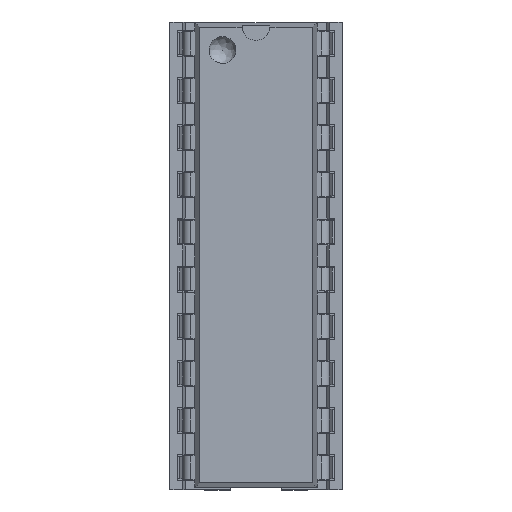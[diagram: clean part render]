
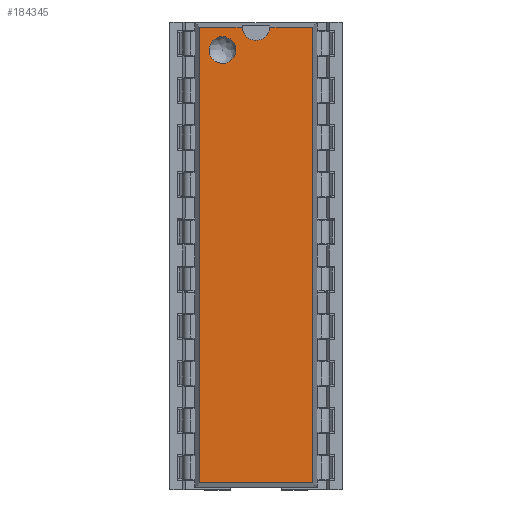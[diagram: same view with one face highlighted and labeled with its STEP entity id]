
A CAD part, top view. The second image highlights one B-rep face of the part: STEP entity #184345.
In plain terms, the highlighted free-form (B-spline) face has degree [1, 1] with [2, 2] control points.
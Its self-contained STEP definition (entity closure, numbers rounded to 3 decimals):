
#184313 = EDGE_CURVE('',#184314,#184316,#184318,.T.);
#184314 = VERTEX_POINT('',#184315);
#184315 = CARTESIAN_POINT('',(7.869,-27.157,
    8.573));
#184316 = VERTEX_POINT('',#184317);
#184317 = CARTESIAN_POINT('',(0.872,-27.157,
    8.573));
#184318 = B_SPLINE_CURVE_WITH_KNOTS('',1,(#184319,#184320),
  .UNSPECIFIED.,.F.,.F.,(2,2),(0.,6.1),.PIECEWISE_BEZIER_KNOTS.);
#184319 = CARTESIAN_POINT('',(7.869,-27.157,
    8.573));
#184320 = CARTESIAN_POINT('',(0.872,-27.157,
    8.573));
#184345 = ADVANCED_FACE('',(#184346,#184385),#184399,.T.);
#184346 = FACE_BOUND('',#184347,.T.);
#184347 = EDGE_LOOP('',(#184348,#184349,#184356,#184363,#184373,#184380)
  );
#184348 = ORIENTED_EDGE('',*,*,#184313,.F.);
#184349 = ORIENTED_EDGE('',*,*,#184350,.F.);
#184350 = EDGE_CURVE('',#184351,#184314,#184353,.T.);
#184351 = VERTEX_POINT('',#184352);
#184352 = CARTESIAN_POINT('',(7.869,0.992,
    8.573));
#184353 = B_SPLINE_CURVE_WITH_KNOTS('',1,(#184354,#184355),
  .UNSPECIFIED.,.F.,.F.,(2,2),(0.,24.54),.PIECEWISE_BEZIER_KNOTS.);
#184354 = CARTESIAN_POINT('',(7.869,0.992,
    8.573));
#184355 = CARTESIAN_POINT('',(7.869,-27.157,
    8.573));
#184356 = ORIENTED_EDGE('',*,*,#184357,.F.);
#184357 = EDGE_CURVE('',#184358,#184351,#184360,.T.);
#184358 = VERTEX_POINT('',#184359);
#184359 = CARTESIAN_POINT('',(5.229,0.992,
    8.573));
#184360 = B_SPLINE_CURVE_WITH_KNOTS('',1,(#184361,#184362),
  .UNSPECIFIED.,.F.,.F.,(2,2),(3.799,6.1),
  .PIECEWISE_BEZIER_KNOTS.);
#184361 = CARTESIAN_POINT('',(5.229,0.992,
    8.573));
#184362 = CARTESIAN_POINT('',(7.869,0.992,
    8.573));
#184363 = ORIENTED_EDGE('',*,*,#184364,.F.);
#184364 = EDGE_CURVE('',#184365,#184358,#184367,.T.);
#184365 = VERTEX_POINT('',#184366);
#184366 = CARTESIAN_POINT('',(3.511,0.992,
    8.573));
#184367 = ( BOUNDED_CURVE() B_SPLINE_CURVE(2,(#184368,#184369,#184370,
#184371,#184372),.UNSPECIFIED.,.F.,.F.) B_SPLINE_CURVE_WITH_KNOTS((3,2,3
    ),(1.624,3.142,4.659),
.PIECEWISE_BEZIER_KNOTS.) CURVE() GEOMETRIC_REPRESENTATION_ITEM() 
RATIONAL_B_SPLINE_CURVE((1.,0.726,1.,0.726,1.)) 
REPRESENTATION_ITEM('') );
#184368 = CARTESIAN_POINT('',(3.511,0.992,
    8.573));
#184369 = CARTESIAN_POINT('',(3.555,0.178,
    8.573));
#184370 = CARTESIAN_POINT('',(4.37,0.178,
    8.573));
#184371 = CARTESIAN_POINT('',(5.186,0.178,
    8.573));
#184372 = CARTESIAN_POINT('',(5.229,0.992,
    8.573));
#184373 = ORIENTED_EDGE('',*,*,#184374,.F.);
#184374 = EDGE_CURVE('',#184375,#184365,#184377,.T.);
#184375 = VERTEX_POINT('',#184376);
#184376 = CARTESIAN_POINT('',(0.872,0.992,
    8.573));
#184377 = B_SPLINE_CURVE_WITH_KNOTS('',1,(#184378,#184379),
  .UNSPECIFIED.,.F.,.F.,(2,2),(0.,2.301),
  .PIECEWISE_BEZIER_KNOTS.);
#184378 = CARTESIAN_POINT('',(0.872,0.992,
    8.573));
#184379 = CARTESIAN_POINT('',(3.511,0.992,
    8.573));
#184380 = ORIENTED_EDGE('',*,*,#184381,.F.);
#184381 = EDGE_CURVE('',#184316,#184375,#184382,.T.);
#184382 = B_SPLINE_CURVE_WITH_KNOTS('',1,(#184383,#184384),
  .UNSPECIFIED.,.F.,.F.,(2,2),(0.,24.54),.PIECEWISE_BEZIER_KNOTS.);
#184383 = CARTESIAN_POINT('',(0.872,-27.157,
    8.573));
#184384 = CARTESIAN_POINT('',(0.872,0.992,
    8.573));
#184385 = FACE_BOUND('',#184386,.T.);
#184386 = EDGE_LOOP('',(#184387));
#184387 = ORIENTED_EDGE('',*,*,#184388,.F.);
#184388 = EDGE_CURVE('',#184389,#184389,#184391,.T.);
#184389 = VERTEX_POINT('',#184390);
#184390 = CARTESIAN_POINT('',(1.48,-0.418,
    8.573));
#184391 = ( BOUNDED_CURVE() B_SPLINE_CURVE(2,(#184392,#184393,#184394,
    #184395,#184396,#184397,#184398),.UNSPECIFIED.,.T.,.F.) 
B_SPLINE_CURVE_WITH_KNOTS((1,2,2,2,2,1),(-2.094,0.,
    2.094,4.189,6.283,8.378),
.UNSPECIFIED.) CURVE() GEOMETRIC_REPRESENTATION_ITEM() 
RATIONAL_B_SPLINE_CURVE((1.,0.5,1.,0.5,1.,0.5,1.)) REPRESENTATION_ITEM(
  '') );
#184392 = CARTESIAN_POINT('',(1.48,-0.418,
    8.573));
#184393 = CARTESIAN_POINT('',(1.48,-1.849,
    8.573));
#184394 = CARTESIAN_POINT('',(2.719,-1.134,
    8.573));
#184395 = CARTESIAN_POINT('',(3.957,-0.418,
    8.573));
#184396 = CARTESIAN_POINT('',(2.719,0.297,
    8.573));
#184397 = CARTESIAN_POINT('',(1.48,1.012,
    8.573));
#184398 = CARTESIAN_POINT('',(1.48,-0.418,
    8.573));
#184399 = B_SPLINE_SURFACE_WITH_KNOTS('',1,1,(
    (#184400,#184401)
    ,(#184402,#184403
    )),.UNSPECIFIED.,.F.,.F.,.F.,(2,2),(2,2),(0.,25.287),(
    -5.92,5.92),.PIECEWISE_BEZIER_KNOTS.);
#184400 = CARTESIAN_POINT('',(14.459,-25.519,
    8.573));
#184401 = CARTESIAN_POINT('',(1.279,-28.795,
    8.573));
#184402 = CARTESIAN_POINT('',(7.462,2.631,
    8.573));
#184403 = CARTESIAN_POINT('',(-5.718,-0.646,
    8.573));
